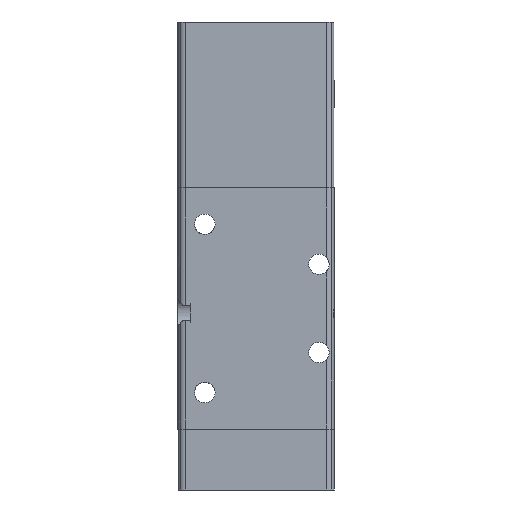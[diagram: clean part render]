
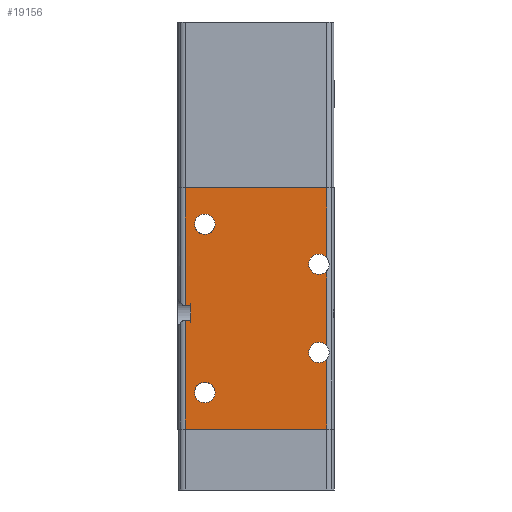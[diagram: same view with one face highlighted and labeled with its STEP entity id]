
A CAD part, left-side view. The second image highlights one B-rep face of the part: STEP entity #19156.
In plain terms, the highlighted planar face has unit normal (-1, 0, 0).
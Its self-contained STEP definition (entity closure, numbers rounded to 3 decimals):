
#162=CARTESIAN_POINT('',(-11.0,14.5,0.547));
#163=VERTEX_POINT('',#162);
#177=CARTESIAN_POINT('',(-11.0,14.5,24.75));
#178=VERTEX_POINT('',#177);
#179=CARTESIAN_POINT('',(-11.0,14.5,0.547));
#180=DIRECTION('',(0.0,0.0,1.0));
#181=VECTOR('',#180,24.203);
#182=LINE('',#179,#181);
#183=EDGE_CURVE('',#163,#178,#182,.T.);
#250=CARTESIAN_POINT('',(-11.0,10.5,15.15));
#251=VERTEX_POINT('',#250);
#260=CARTESIAN_POINT('',(-11.0,10.5,19.35));
#261=VERTEX_POINT('',#260);
#262=CARTESIAN_POINT('',(-11.0,10.5,17.25));
#263=DIRECTION('',(1.0,0.0,0.0));
#264=DIRECTION('',(0.0,0.0,-1.0));
#265=AXIS2_PLACEMENT_3D('',#262,#263,#264);
#266=CIRCLE('',#265,2.1);
#267=EDGE_CURVE('',#261,#251,#266,.T.);
#350=CARTESIAN_POINT('',(-11.0,10.5,-19.35));
#351=VERTEX_POINT('',#350);
#360=CARTESIAN_POINT('',(-11.0,10.5,-15.15));
#361=VERTEX_POINT('',#360);
#362=CARTESIAN_POINT('',(-11.0,10.5,-17.25));
#363=DIRECTION('',(1.0,0.0,0.0));
#364=DIRECTION('',(0.0,0.0,-1.0));
#365=AXIS2_PLACEMENT_3D('',#362,#363,#364);
#366=CIRCLE('',#365,2.1);
#367=EDGE_CURVE('',#361,#351,#366,.T.);
#450=CARTESIAN_POINT('',(-11.0,-12.9,6.95));
#451=VERTEX_POINT('',#450);
#460=CARTESIAN_POINT('',(-11.0,-14.5,7.69));
#461=VERTEX_POINT('',#460);
#462=CARTESIAN_POINT('',(-11.0,-12.9,9.05));
#463=DIRECTION('',(1.0,0.0,0.0));
#464=DIRECTION('',(0.0,0.0,-1.0));
#465=AXIS2_PLACEMENT_3D('',#462,#463,#464);
#466=CIRCLE('',#465,2.1);
#467=EDGE_CURVE('',#461,#451,#466,.T.);
#469=CARTESIAN_POINT('',(-11.0,-14.5,10.41));
#470=VERTEX_POINT('',#469);
#492=CARTESIAN_POINT('',(-11.0,-12.9,11.15));
#493=VERTEX_POINT('',#492);
#494=CARTESIAN_POINT('',(-11.0,-12.9,9.05));
#495=DIRECTION('',(1.0,0.0,0.0));
#496=DIRECTION('',(0.0,0.0,-1.0));
#497=AXIS2_PLACEMENT_3D('',#494,#495,#496);
#498=CIRCLE('',#497,2.1);
#499=EDGE_CURVE('',#493,#470,#498,.T.);
#556=CARTESIAN_POINT('',(-11.0,-12.9,-11.15));
#557=VERTEX_POINT('',#556);
#566=CARTESIAN_POINT('',(-11.0,-14.5,-10.41));
#567=VERTEX_POINT('',#566);
#568=CARTESIAN_POINT('',(-11.0,-12.9,-9.05));
#569=DIRECTION('',(1.0,0.0,0.0));
#570=DIRECTION('',(0.0,0.0,-1.0));
#571=AXIS2_PLACEMENT_3D('',#568,#569,#570);
#572=CIRCLE('',#571,2.1);
#573=EDGE_CURVE('',#567,#557,#572,.T.);
#575=CARTESIAN_POINT('',(-11.0,-14.5,-7.69));
#576=VERTEX_POINT('',#575);
#598=CARTESIAN_POINT('',(-11.0,-12.9,-6.95));
#599=VERTEX_POINT('',#598);
#600=CARTESIAN_POINT('',(-11.0,-12.9,-9.05));
#601=DIRECTION('',(1.0,0.0,0.0));
#602=DIRECTION('',(0.0,0.0,-1.0));
#603=AXIS2_PLACEMENT_3D('',#600,#601,#602);
#604=CIRCLE('',#603,2.1);
#605=EDGE_CURVE('',#599,#576,#604,.T.);
#1219=CARTESIAN_POINT('',(-11.0,14.5,-24.75));
#1220=VERTEX_POINT('',#1219);
#1228=CARTESIAN_POINT('',(-11.0,14.5,-2.447));
#1229=VERTEX_POINT('',#1228);
#1230=CARTESIAN_POINT('',(-11.0,14.5,-24.75));
#1231=DIRECTION('',(0.0,0.0,1.0));
#1232=VECTOR('',#1231,22.303);
#1233=LINE('',#1230,#1232);
#1234=EDGE_CURVE('',#1220,#1229,#1233,.T.);
#1338=CARTESIAN_POINT('',(-11.0,13.4,-2.447));
#1339=VERTEX_POINT('',#1338);
#1340=CARTESIAN_POINT('',(-11.0,13.4,-2.447));
#1341=DIRECTION('',(0.0,1.0,0.0));
#1342=VECTOR('',#1341,1.1);
#1343=LINE('',#1340,#1342);
#1344=EDGE_CURVE('',#1339,#1229,#1343,.T.);
#1371=CARTESIAN_POINT('',(-11.0,13.4,0.547));
#1372=VERTEX_POINT('',#1371);
#1380=CARTESIAN_POINT('',(-11.0,14.5,0.547));
#1381=DIRECTION('',(0.0,-1.0,0.0));
#1382=VECTOR('',#1381,1.1);
#1383=LINE('',#1380,#1382);
#1384=EDGE_CURVE('',#163,#1372,#1383,.T.);
#19008=CARTESIAN_POINT('',(-11.0,13.4,0.547));
#19009=DIRECTION('',(0.0,0.0,-1.0));
#19010=VECTOR('',#19009,2.993);
#19011=LINE('',#19008,#19010);
#19012=EDGE_CURVE('',#1372,#1339,#19011,.T.);
#19072=CARTESIAN_POINT('',(-11.0,-16.0,-24.75));
#19073=DIRECTION('',(-1.0,0.0,0.0));
#19074=DIRECTION('',(0.0,0.0,1.0));
#19075=AXIS2_PLACEMENT_3D('',#19072,#19073,#19074);
#19076=PLANE('',#19075);
#19077=ORIENTED_EDGE('',*,*,#1384,.T.);
#19078=ORIENTED_EDGE('',*,*,#19012,.T.);
#19079=ORIENTED_EDGE('',*,*,#1344,.T.);
#19080=ORIENTED_EDGE('',*,*,#1234,.F.);
#19081=CARTESIAN_POINT('',(-11.0,-14.5,-24.75));
#19082=VERTEX_POINT('',#19081);
#19083=CARTESIAN_POINT('',(-11.0,14.5,-24.75));
#19084=DIRECTION('',(0.0,-1.0,0.0));
#19085=VECTOR('',#19084,29.0);
#19086=LINE('',#19083,#19085);
#19087=EDGE_CURVE('',#1220,#19082,#19086,.T.);
#19088=ORIENTED_EDGE('',*,*,#19087,.T.);
#19089=CARTESIAN_POINT('',(-11.0,-14.5,-10.41));
#19090=DIRECTION('',(0.0,0.0,-1.0));
#19091=VECTOR('',#19090,14.34);
#19092=LINE('',#19089,#19091);
#19093=EDGE_CURVE('',#567,#19082,#19092,.T.);
#19094=ORIENTED_EDGE('',*,*,#19093,.F.);
#19095=ORIENTED_EDGE('',*,*,#573,.T.);
#19096=CARTESIAN_POINT('',(-11.0,-12.9,-9.05));
#19097=DIRECTION('',(1.0,0.0,0.0));
#19098=DIRECTION('',(0.0,0.0,-1.0));
#19099=AXIS2_PLACEMENT_3D('',#19096,#19097,#19098);
#19100=CIRCLE('',#19099,2.1);
#19101=EDGE_CURVE('',#557,#599,#19100,.T.);
#19102=ORIENTED_EDGE('',*,*,#19101,.T.);
#19103=ORIENTED_EDGE('',*,*,#605,.T.);
#19104=CARTESIAN_POINT('',(-11.0,-14.5,7.69));
#19105=DIRECTION('',(0.0,0.0,-1.0));
#19106=VECTOR('',#19105,15.38);
#19107=LINE('',#19104,#19106);
#19108=EDGE_CURVE('',#461,#576,#19107,.T.);
#19109=ORIENTED_EDGE('',*,*,#19108,.F.);
#19110=ORIENTED_EDGE('',*,*,#467,.T.);
#19111=CARTESIAN_POINT('',(-11.0,-12.9,9.05));
#19112=DIRECTION('',(1.0,0.0,0.0));
#19113=DIRECTION('',(0.0,0.0,-1.0));
#19114=AXIS2_PLACEMENT_3D('',#19111,#19112,#19113);
#19115=CIRCLE('',#19114,2.1);
#19116=EDGE_CURVE('',#451,#493,#19115,.T.);
#19117=ORIENTED_EDGE('',*,*,#19116,.T.);
#19118=ORIENTED_EDGE('',*,*,#499,.T.);
#19119=CARTESIAN_POINT('',(-11.0,-14.5,24.75));
#19120=VERTEX_POINT('',#19119);
#19121=CARTESIAN_POINT('',(-11.0,-14.5,24.75));
#19122=DIRECTION('',(0.0,0.0,-1.0));
#19123=VECTOR('',#19122,14.34);
#19124=LINE('',#19121,#19123);
#19125=EDGE_CURVE('',#19120,#470,#19124,.T.);
#19126=ORIENTED_EDGE('',*,*,#19125,.F.);
#19127=CARTESIAN_POINT('',(-11.0,-14.5,24.75));
#19128=DIRECTION('',(0.0,1.0,0.0));
#19129=VECTOR('',#19128,29.0);
#19130=LINE('',#19127,#19129);
#19131=EDGE_CURVE('',#19120,#178,#19130,.T.);
#19132=ORIENTED_EDGE('',*,*,#19131,.T.);
#19133=ORIENTED_EDGE('',*,*,#183,.F.);
#19134=EDGE_LOOP('',(#19077,#19078,#19079,#19080,#19088,#19094,#19095,#19102,#19103,#19109,#19110,#19117,#19118,#19126,#19132,#19133));
#19135=FACE_OUTER_BOUND('',#19134,.T.);
#19136=ORIENTED_EDGE('',*,*,#367,.T.);
#19137=CARTESIAN_POINT('',(-11.0,10.5,-17.25));
#19138=DIRECTION('',(1.0,0.0,0.0));
#19139=DIRECTION('',(0.0,0.0,-1.0));
#19140=AXIS2_PLACEMENT_3D('',#19137,#19138,#19139);
#19141=CIRCLE('',#19140,2.1);
#19142=EDGE_CURVE('',#351,#361,#19141,.T.);
#19143=ORIENTED_EDGE('',*,*,#19142,.T.);
#19144=EDGE_LOOP('',(#19136,#19143));
#19145=FACE_BOUND('',#19144,.T.);
#19146=ORIENTED_EDGE('',*,*,#267,.T.);
#19147=CARTESIAN_POINT('',(-11.0,10.5,17.25));
#19148=DIRECTION('',(1.0,0.0,0.0));
#19149=DIRECTION('',(0.0,0.0,-1.0));
#19150=AXIS2_PLACEMENT_3D('',#19147,#19148,#19149);
#19151=CIRCLE('',#19150,2.1);
#19152=EDGE_CURVE('',#251,#261,#19151,.T.);
#19153=ORIENTED_EDGE('',*,*,#19152,.T.);
#19154=EDGE_LOOP('',(#19146,#19153));
#19155=FACE_BOUND('',#19154,.T.);
#19156=ADVANCED_FACE('',(#19135,#19145,#19155),#19076,.T.);
